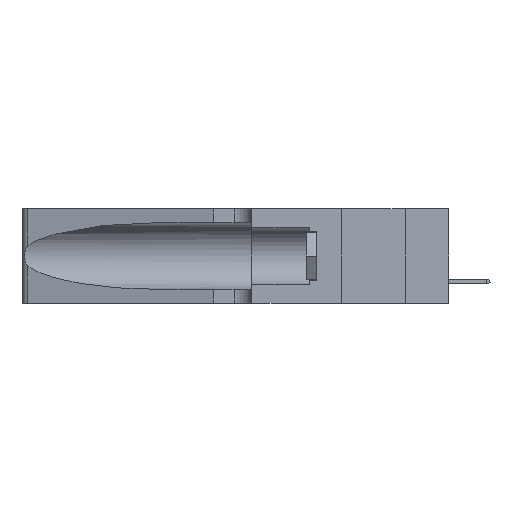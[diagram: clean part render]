
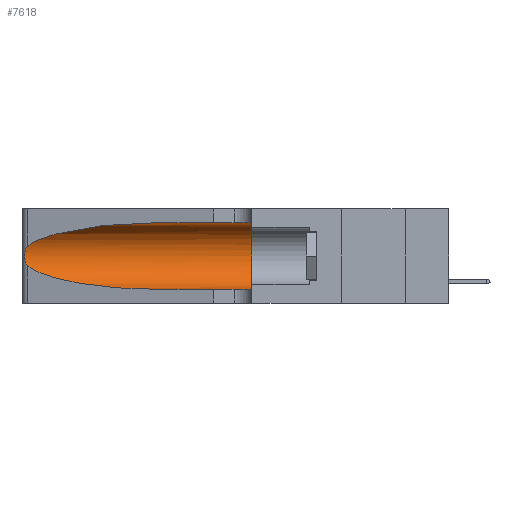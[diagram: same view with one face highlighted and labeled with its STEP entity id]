
A CAD part, left-side view. The second image highlights one B-rep face of the part: STEP entity #7618.
In plain terms, the highlighted cylindrical face has radius 3.308 mm (diameter 6.617 mm), a partial arc.
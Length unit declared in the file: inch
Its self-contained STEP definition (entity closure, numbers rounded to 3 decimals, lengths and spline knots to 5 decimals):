
#101 = CARTESIAN_POINT ( 'NONE',  ( 0.1305, 1.61858, 0.05475 ) ) ;
#273 = CARTESIAN_POINT ( 'NONE',  ( 0.26075, 1.23896, 0.19203 ) ) ;
#992 = EDGE_LOOP ( 'NONE', ( #1591, #14849, #8395, #11379, #11322, #4748 ) ) ;
#1195 = CARTESIAN_POINT ( 'NONE',  ( 0.1305, 0.72297, 0.05475 ) ) ;
#1583 = CARTESIAN_POINT ( 'NONE',  ( 0.25487, 1.22718, 0.22369 ) ) ;
#1591 = ORIENTED_EDGE ( 'NONE', *, *, #7326, .T. ) ;
#1627 = CARTESIAN_POINT ( 'NONE',  ( 0.25487, 1.22718, 0.14631 ) ) ;
#2062 = CIRCLE ( 'NONE', #3469, 0.13025 ) ;
#2224 = CARTESIAN_POINT ( 'NONE',  ( 0.25487, 1.22718, 0.22369 ) ) ;
#2533 = CARTESIAN_POINT ( 'NONE',  ( 0.18966, 0.96281, 0.05475 ) ) ;
#2912 = DIRECTION ( 'NONE',  ( 0., 0., 1. ) ) ;
#3219 = AXIS2_PLACEMENT_3D ( 'NONE', #4585, #17539, #13752 ) ;
#3440 = CARTESIAN_POINT ( 'NONE',  ( 0.2373, 1.15595, 0.28018 ) ) ;
#3469 = AXIS2_PLACEMENT_3D ( 'NONE', #23312, #14040, #2912 ) ;
#4142 = CARTESIAN_POINT ( 'NONE',  ( 0.2373, 1.15595, 0.08982 ) ) ;
#4337 = VERTEX_POINT ( 'NONE', #1627 ) ;
#4518 = CARTESIAN_POINT ( 'NONE',  ( 0.1305, 1.61858, 0.31525 ) ) ;
#4585 = CARTESIAN_POINT ( 'NONE',  ( 0.1305, 1.61858, 0.185 ) ) ;
#4748 = ORIENTED_EDGE ( 'NONE', *, *, #6181, .F. ) ;
#4958 = EDGE_CURVE ( 'NONE', #23562, #4337, #17010, .T. ) ;
#6181 = EDGE_CURVE ( 'NONE', #22073, #15838, #18900, .T. ) ;
#6274 = CARTESIAN_POINT ( 'NONE',  ( 0.1305, 0.72297, 0.05475 ) ) ;
#7326 = EDGE_CURVE ( 'NONE', #22073, #23562, #11960, .T. ) ;
#7618 = ADVANCED_FACE ( 'NONE', ( #12930 ), #22522, .F. ) ;
#7677 = CARTESIAN_POINT ( 'NONE',  ( 0.25787, 1.23484, 0.2124 ) ) ;
#8240 = CARTESIAN_POINT ( 'NONE',  ( 0.25487, 1.22718, 0.14631 ) ) ;
#8395 = ORIENTED_EDGE ( 'NONE', *, *, #23478, .T. ) ;
#8715 =( BOUNDED_CURVE ( )  B_SPLINE_CURVE ( 3, ( #13650, #4142, #2533, #6274 ),
 .UNSPECIFIED., .F., .T. ) 
 B_SPLINE_CURVE_WITH_KNOTS ( ( 4, 4 ),
 ( 3.44316, 4.71239 ),
 .UNSPECIFIED. ) 
 CURVE ( )  GEOMETRIC_REPRESENTATION_ITEM ( )  RATIONAL_B_SPLINE_CURVE ( ( 1., 0.87, 0.87, 1. ) ) 
 REPRESENTATION_ITEM ( '' )  );
#8745 = CARTESIAN_POINT ( 'NONE',  ( 0.18966, 0.96281, 0.31525 ) ) ;
#9513 = DIRECTION ( 'NONE',  ( 0., -1., 0. ) ) ;
#9528 = CARTESIAN_POINT ( 'NONE',  ( 0.26018, 1.23835, 0.19895 ) ) ;
#9783 = CARTESIAN_POINT ( 'NONE',  ( 0.1305, 0.35, 0.05475 ) ) ;
#11322 = ORIENTED_EDGE ( 'NONE', *, *, #13990, .F. ) ;
#11379 = ORIENTED_EDGE ( 'NONE', *, *, #11931, .T. ) ;
#11408 = CARTESIAN_POINT ( 'NONE',  ( 0.26075, 1.23896, 0.178 ) ) ;
#11713 = CARTESIAN_POINT ( 'NONE',  ( 0.25639, 1.23186, 0.15144 ) ) ;
#11931 = EDGE_CURVE ( 'NONE', #22140, #22565, #16215, .T. ) ;
#11960 =( BOUNDED_CURVE ( )  B_SPLINE_CURVE ( 3, ( #14077, #8745, #3440, #1583 ),
 .UNSPECIFIED., .F., .T. ) 
 B_SPLINE_CURVE_WITH_KNOTS ( ( 4, 4 ),
 ( 1.5708, 2.84003 ),
 .UNSPECIFIED. ) 
 CURVE ( )  GEOMETRIC_REPRESENTATION_ITEM ( )  RATIONAL_B_SPLINE_CURVE ( ( 1., 0.87, 0.87, 1. ) ) 
 REPRESENTATION_ITEM ( '' )  );
#11982 = DIRECTION ( 'NONE',  ( 0., -1., 0. ) ) ;
#12383 = CARTESIAN_POINT ( 'NONE',  ( 0.1305, 0.72297, 0.31525 ) ) ;
#12930 = FACE_OUTER_BOUND ( 'NONE', #992, .T. ) ;
#13650 = CARTESIAN_POINT ( 'NONE',  ( 0.25487, 1.22718, 0.14631 ) ) ;
#13752 = DIRECTION ( 'NONE',  ( 0., 0., -1. ) ) ;
#13990 = EDGE_CURVE ( 'NONE', #15838, #22565, #2062, .T. ) ;
#14040 = DIRECTION ( 'NONE',  ( 0., 1., 0. ) ) ;
#14077 = CARTESIAN_POINT ( 'NONE',  ( 0.1305, 0.72297, 0.31525 ) ) ;
#14849 = ORIENTED_EDGE ( 'NONE', *, *, #4958, .T. ) ;
#15217 = CARTESIAN_POINT ( 'NONE',  ( 0.26017, 1.23833, 0.17102 ) ) ;
#15358 = VECTOR ( 'NONE', #9513, 39.37008 ) ;
#15838 = VERTEX_POINT ( 'NONE', #18109 ) ;
#16215 = LINE ( 'NONE', #101, #15358 ) ;
#16908 = CARTESIAN_POINT ( 'NONE',  ( 0.25555, 1.22994, 0.2215 ) ) ;
#17010 = B_SPLINE_CURVE_WITH_KNOTS ( 'NONE', 3,
 ( #2224, #16908, #18763, #7677, #20600, #9528, #273, #11408, #15217, #17057, #21255, #11713, #23010, #8240 ),
 .UNSPECIFIED., .F., .F.,
 ( 4, 2, 2, 2, 2, 2, 4 ),
 ( 0., 0.00027, 0.00053, 0.00107, 0.0016, 0.00187, 0.00214 ),
 .UNSPECIFIED. ) ;
#17057 = CARTESIAN_POINT ( 'NONE',  ( 0.25856, 1.23593, 0.16098 ) ) ;
#17539 = DIRECTION ( 'NONE',  ( 0., -1., 0. ) ) ;
#17597 = CARTESIAN_POINT ( 'NONE',  ( 0.25487, 1.22718, 0.22369 ) ) ;
#18109 = CARTESIAN_POINT ( 'NONE',  ( 0.1305, 0.35, 0.31525 ) ) ;
#18763 = CARTESIAN_POINT ( 'NONE',  ( 0.25639, 1.23184, 0.21858 ) ) ;
#18900 = LINE ( 'NONE', #4518, #23572 ) ;
#20600 = CARTESIAN_POINT ( 'NONE',  ( 0.25854, 1.2359, 0.20912 ) ) ;
#21255 = CARTESIAN_POINT ( 'NONE',  ( 0.25789, 1.23486, 0.15765 ) ) ;
#22073 = VERTEX_POINT ( 'NONE', #12383 ) ;
#22140 = VERTEX_POINT ( 'NONE', #1195 ) ;
#22522 = CYLINDRICAL_SURFACE ( 'NONE', #3219, 0.13025 ) ;
#22565 = VERTEX_POINT ( 'NONE', #9783 ) ;
#23010 = CARTESIAN_POINT ( 'NONE',  ( 0.25555, 1.22993, 0.14849 ) ) ;
#23312 = CARTESIAN_POINT ( 'NONE',  ( 0.1305, 0.35, 0.185 ) ) ;
#23478 = EDGE_CURVE ( 'NONE', #4337, #22140, #8715, .T. ) ;
#23562 = VERTEX_POINT ( 'NONE', #17597 ) ;
#23572 = VECTOR ( 'NONE', #11982, 39.37008 ) ;
